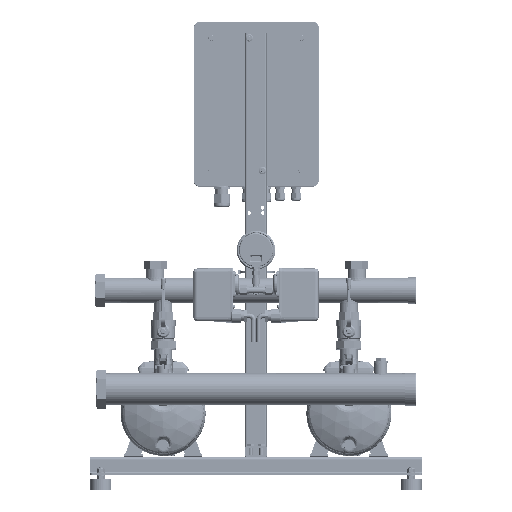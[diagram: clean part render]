
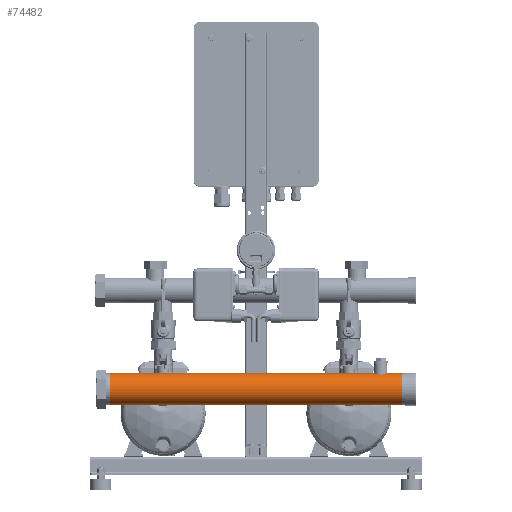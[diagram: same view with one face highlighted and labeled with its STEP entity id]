
A CAD part, top view. The second image highlights one B-rep face of the part: STEP entity #74482.
In plain terms, the highlighted cylindrical face has radius 30.15 mm (diameter 60.3 mm), a partial arc.
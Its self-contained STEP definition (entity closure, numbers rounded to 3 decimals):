
#682 = CARTESIAN_POINT ( 'NONE',  ( 30.108, -1.649, 47.398 ) ) ;
#2443 = EDGE_LOOP ( 'NONE', ( #75839, #43847, #157797, #174896, #14612, #209244 ) ) ;
#6911 = CARTESIAN_POINT ( 'NONE',  ( 27.992, -11.203, 40.559 ) ) ;
#14612 = ORIENTED_EDGE ( 'NONE', *, *, #179081, .F. ) ;
#17546 = CARTESIAN_POINT ( 'NONE',  ( 29.634, -5.569, 46.199 ) ) ;
#18587 = CARTESIAN_POINT ( 'NONE',  ( 30.082, -2.069, 22.666 ) ) ;
#19633 = CARTESIAN_POINT ( 'NONE',  ( 29.254, -7.303, 24.847 ) ) ;
#20545 = CARTESIAN_POINT ( 'NONE',  ( 30.15, 0., 540. ) ) ;
#21145 = CYLINDRICAL_SURFACE ( 'NONE', #36938, 30.15 ) ;
#22311 = VERTEX_POINT ( 'NONE', #185473 ) ;
#22773 = CARTESIAN_POINT ( 'NONE',  ( 27.512, -12.335, 37.068 ) ) ;
#23644 = VERTEX_POINT ( 'NONE', #103864 ) ;
#29295 = CARTESIAN_POINT ( 'NONE',  ( 29.253, -7.308, 45.15 ) ) ;
#35541 = CARTESIAN_POINT ( 'NONE',  ( 30.15, 0., 22.5 ) ) ;
#36938 = AXIS2_PLACEMENT_3D ( 'NONE', #139404, #167174, #203910 ) ;
#37643 = CARTESIAN_POINT ( 'NONE',  ( 28.471, -9.932, 42.633 ) ) ;
#43078 = EDGE_CURVE ( 'NONE', #139146, #78734, #44714, .T. ) ;
#43847 = ORIENTED_EDGE ( 'NONE', *, *, #152317, .F. ) ;
#44714 = CIRCLE ( 'NONE', #129265, 30.15 ) ;
#46222 = CARTESIAN_POINT ( 'NONE',  ( 28.911, -8.559, 44.119 ) ) ;
#50402 = CARTESIAN_POINT ( 'NONE',  ( 28.912, -8.557, 25.879 ) ) ;
#51446 = CARTESIAN_POINT ( 'NONE',  ( 28.224, -10.606, 28.373 ) ) ;
#52145 = VERTEX_POINT ( 'NONE', #132690 ) ;
#54572 = CARTESIAN_POINT ( 'NONE',  ( 27.725, -11.851, 30.943 ) ) ;
#67340 = CARTESIAN_POINT ( 'NONE',  ( 29.171, -7.627, 25.088 ) ) ;
#68390 = CARTESIAN_POINT ( 'NONE',  ( 28.224, -10.607, 41.627 ) ) ;
#69870 = B_SPLINE_CURVE_WITH_KNOTS ( 'NONE', 3,
 ( #145677, #110854, #126755, #682, #113974, #178426, #98059, #162564, #17546, #109826, #174269, #29295, #207097, #191207, #46222, #195403, #37643, #68390, #163622, #6911, #101176, #130903, #198508, #22773, #116046, #103268, #100147, #149849, #196441, #87375, #54572, #182598, #70447, #135044, #51446, #180530, #84267, #50402, #197501, #67340, #19633, #199526, #147741, #117077, #150888, #18587, #181550, #167766, #114991, #35541 ),
 .UNSPECIFIED., .F., .F.,
 ( 4, 2, 2, 2, 2, 2, 2, 2, 2, 2, 2, 2, 2, 2, 2, 2, 2, 2, 2, 2, 2, 2, 2, 2, 4 ),
 ( 0.04, 0.041, 0.042, 0.044, 0.046, 0.047, 0.048, 0.049, 0.052, 0.053, 0.054, 0.057, 0.058, 0.059, 0.062, 0.064, 0.065, 0.067, 0.069, 0.07, 0.072, 0.074, 0.077, 0.078, 0.079 ),
 .UNSPECIFIED. ) ;
#70447 = CARTESIAN_POINT ( 'NONE',  ( 27.991, -11.205, 29.445 ) ) ;
#71477 = CARTESIAN_POINT ( 'NONE',  ( 0., 0., 545. ) ) ;
#74482 = ADVANCED_FACE ( 'NONE', ( #74818 ), #21145, .T. ) ;
#74818 = FACE_OUTER_BOUND ( 'NONE', #2443, .T. ) ;
#75839 = ORIENTED_EDGE ( 'NONE', *, *, #91123, .F. ) ;
#78734 = VERTEX_POINT ( 'NONE', #199440 ) ;
#79794 = VECTOR ( 'NONE', #132852, 1000. ) ;
#84267 = CARTESIAN_POINT ( 'NONE',  ( 28.648, -9.417, 26.74 ) ) ;
#87375 = CARTESIAN_POINT ( 'NONE',  ( 27.619, -12.093, 31.728 ) ) ;
#90470 = CARTESIAN_POINT ( 'NONE',  ( 30.15, 0., 47.5 ) ) ;
#91123 = EDGE_CURVE ( 'NONE', #23644, #196532, #146584, .T. ) ;
#93839 = AXIS2_PLACEMENT_3D ( 'NONE', #71477, #136097, #200556 ) ;
#98059 = CARTESIAN_POINT ( 'NONE',  ( 29.885, -4.06, 46.851 ) ) ;
#100147 = CARTESIAN_POINT ( 'NONE',  ( 27.437, -12.5, 35.415 ) ) ;
#101176 = CARTESIAN_POINT ( 'NONE',  ( 27.92, -11.38, 40.187 ) ) ;
#103268 = CARTESIAN_POINT ( 'NONE',  ( 27.446, -12.479, 35.828 ) ) ;
#103864 = CARTESIAN_POINT ( 'NONE',  ( 30.15, 0., 545. ) ) ;
#106706 = DIRECTION ( 'NONE',  ( -1., 0., 0. ) ) ;
#109826 = CARTESIAN_POINT ( 'NONE',  ( 29.489, -6.288, 45.811 ) ) ;
#110854 = CARTESIAN_POINT ( 'NONE',  ( 30.15, -0.411, 47.5 ) ) ;
#113974 = CARTESIAN_POINT ( 'NONE',  ( 30.082, -2.063, 47.336 ) ) ;
#114314 = CARTESIAN_POINT ( 'NONE',  ( -30.15, 0., 540. ) ) ;
#114991 = CARTESIAN_POINT ( 'NONE',  ( 30.15, -0.418, 22.5 ) ) ;
#116046 = CARTESIAN_POINT ( 'NONE',  ( 27.484, -12.397, 36.656 ) ) ;
#116413 = LINE ( 'NONE', #114314, #170001 ) ;
#117077 = CARTESIAN_POINT ( 'NONE',  ( 29.886, -4.057, 23.148 ) ) ;
#119423 = EDGE_CURVE ( 'NONE', #196532, #22311, #69870, .T. ) ;
#124264 = CIRCLE ( 'NONE', #93839, 30.15 ) ;
#126755 = CARTESIAN_POINT ( 'NONE',  ( 30.142, -0.824, 47.48 ) ) ;
#129265 = AXIS2_PLACEMENT_3D ( 'NONE', #169088, #187071, #106706 ) ;
#130903 = CARTESIAN_POINT ( 'NONE',  ( 27.725, -11.851, 39.057 ) ) ;
#132690 = CARTESIAN_POINT ( 'NONE',  ( -30.15, 0., 545. ) ) ;
#132852 = DIRECTION ( 'NONE',  ( 0., 0., -1. ) ) ;
#135044 = CARTESIAN_POINT ( 'NONE',  ( 28.143, -10.818, 28.723 ) ) ;
#136097 = DIRECTION ( 'NONE',  ( 0., 0., 1. ) ) ;
#139146 = VERTEX_POINT ( 'NONE', #159486 ) ;
#139404 = CARTESIAN_POINT ( 'NONE',  ( 0., 0., 540. ) ) ;
#145677 = CARTESIAN_POINT ( 'NONE',  ( 30.15, 0., 47.5 ) ) ;
#146584 = LINE ( 'NONE', #20545, #79794 ) ;
#147741 = CARTESIAN_POINT ( 'NONE',  ( 29.639, -5.582, 23.785 ) ) ;
#149849 = CARTESIAN_POINT ( 'NONE',  ( 27.437, -12.5, 34.179 ) ) ;
#150888 = CARTESIAN_POINT ( 'NONE',  ( 29.983, -3.274, 22.909 ) ) ;
#152317 = EDGE_CURVE ( 'NONE', #52145, #23644, #124264, .T. ) ;
#153616 = LINE ( 'NONE', #187439, #173355 ) ;
#156749 = DIRECTION ( 'NONE',  ( 0., 0., -1. ) ) ;
#157797 = ORIENTED_EDGE ( 'NONE', *, *, #207778, .T. ) ;
#159486 = CARTESIAN_POINT ( 'NONE',  ( 30.15, 0., -5. ) ) ;
#162564 = CARTESIAN_POINT ( 'NONE',  ( 29.702, -5.195, 46.377 ) ) ;
#163622 = CARTESIAN_POINT ( 'NONE',  ( 28.144, -10.816, 41.279 ) ) ;
#167174 = DIRECTION ( 'NONE',  ( 0., 0., -1. ) ) ;
#167766 = CARTESIAN_POINT ( 'NONE',  ( 30.141, -0.837, 22.521 ) ) ;
#169088 = CARTESIAN_POINT ( 'NONE',  ( 0., 0., -5. ) ) ;
#170001 = VECTOR ( 'NONE', #178771, 1000. ) ;
#173355 = VECTOR ( 'NONE', #156749, 1000. ) ;
#174269 = CARTESIAN_POINT ( 'NONE',  ( 29.413, -6.636, 45.601 ) ) ;
#174896 = ORIENTED_EDGE ( 'NONE', *, *, #43078, .F. ) ;
#178426 = CARTESIAN_POINT ( 'NONE',  ( 29.982, -3.278, 47.091 ) ) ;
#178771 = DIRECTION ( 'NONE',  ( 0., 0., -1. ) ) ;
#179081 = EDGE_CURVE ( 'NONE', #22311, #139146, #153616, .T. ) ;
#180530 = CARTESIAN_POINT ( 'NONE',  ( 28.472, -9.929, 27.363 ) ) ;
#181550 = CARTESIAN_POINT ( 'NONE',  ( 30.107, -1.662, 22.604 ) ) ;
#182598 = CARTESIAN_POINT ( 'NONE',  ( 27.92, -11.381, 29.814 ) ) ;
#185473 = CARTESIAN_POINT ( 'NONE',  ( 30.15, 0., 22.5 ) ) ;
#187071 = DIRECTION ( 'NONE',  ( 0., 0., -1. ) ) ;
#187439 = CARTESIAN_POINT ( 'NONE',  ( 30.15, 0., 540. ) ) ;
#191207 = CARTESIAN_POINT ( 'NONE',  ( 28.999, -8.257, 44.394 ) ) ;
#195403 = CARTESIAN_POINT ( 'NONE',  ( 28.647, -9.421, 43.256 ) ) ;
#196441 = CARTESIAN_POINT ( 'NONE',  ( 27.474, -12.42, 33.359 ) ) ;
#196532 = VERTEX_POINT ( 'NONE', #90470 ) ;
#197501 = CARTESIAN_POINT ( 'NONE',  ( 29., -8.253, 25.603 ) ) ;
#198508 = CARTESIAN_POINT ( 'NONE',  ( 27.62, -12.091, 38.278 ) ) ;
#199440 = CARTESIAN_POINT ( 'NONE',  ( -30.15, 0., -5. ) ) ;
#199526 = CARTESIAN_POINT ( 'NONE',  ( 29.493, -6.297, 24.172 ) ) ;
#200556 = DIRECTION ( 'NONE',  ( 1., 0., 0. ) ) ;
#203910 = DIRECTION ( 'NONE',  ( -1., 0., 0. ) ) ;
#207097 = CARTESIAN_POINT ( 'NONE',  ( 29.17, -7.632, 44.908 ) ) ;
#207778 = EDGE_CURVE ( 'NONE', #52145, #78734, #116413, .T. ) ;
#209244 = ORIENTED_EDGE ( 'NONE', *, *, #119423, .F. ) ;
